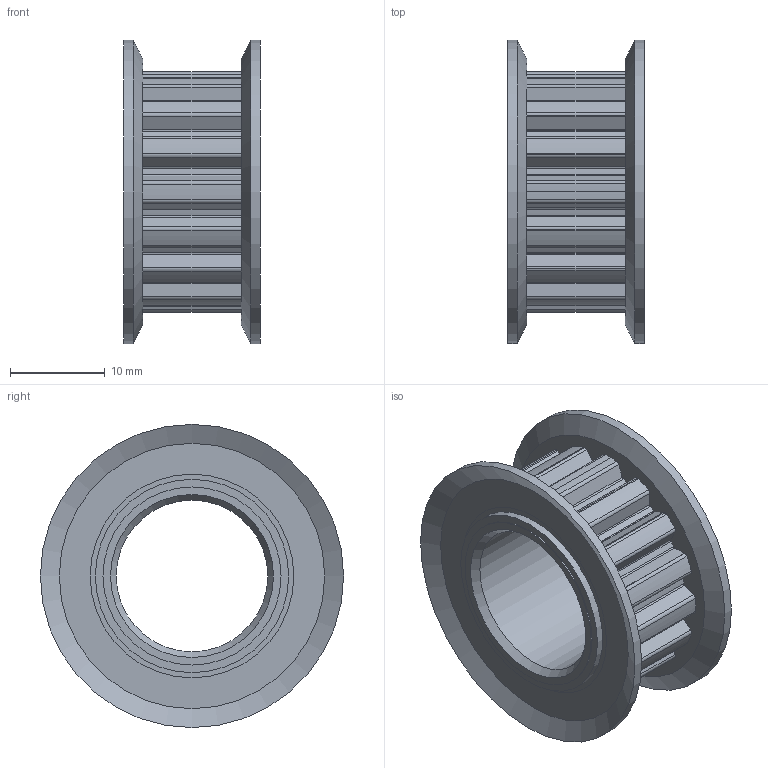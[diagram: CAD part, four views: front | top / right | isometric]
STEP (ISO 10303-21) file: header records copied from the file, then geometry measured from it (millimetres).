
FILE_DESCRIPTION(('HOOPS Exchange Step'),'2;1');
FILE_NAME('export-CFC8B72F-0D65-44FE-B4E6-D6CAAA70BBA3.stp','2020-12-03T11:48:11+01:00',('Engineering'),('Alibre'),'HOOPS Exchange 2020.1','Alibre','Unknown authorisation');
FILE_SCHEMA( ('AP242_MANAGED_MODEL_BASED_3D_ENGINEERING_MIM_LF {1 0 10303 442 1 1 4 }') );
Length unit declared in the file: millimetre
Products named in the file (3): 2915-1 Toothed Gear XL037 16XL037 Bore=16mm PulleyBODY; 2915-2 Toothed Gear XL037 16XL037 Bore=16mm Pulley FLANGE; 2915 Toothed Gear XL037 16XL037 Bore=16mm Pulley
Assembly tree (3 placements, depth 2):
  2915 Toothed Gear XL037 16XL037 Bore=16mm Pulley
    2915-1 Toothed Gear XL037 16XL037 Bore=16mm PulleyBODY
    2915-2 Toothed Gear XL037 16XL037 Bore=16mm Pulley FLANGE  x2
Bounding box: 14.4 x 32 x 32 mm (x, y, z)
Volume: 4065.5 mm3; surface area: 4735.1 mm2
Topology: 3 solids, 3 shells, 186 faces, 538 edges, 364 vertices
Faces by surface type: cylinder 136, plane 44, cone 6
Full cylindrical faces by diameter (mm): 16 x1, 18.8 x2, 20.4 x2, 21.5 x1, 32 x2
Entity records: 6231 total; most frequent: DIRECTION 1185, CARTESIAN_POINT 1061, ORIENTED_EDGE 1042, EDGE_CURVE 521, AXIS2_PLACEMENT_3D 476, VERTEX_POINT 352, CIRCLE 288, VECTOR 233
